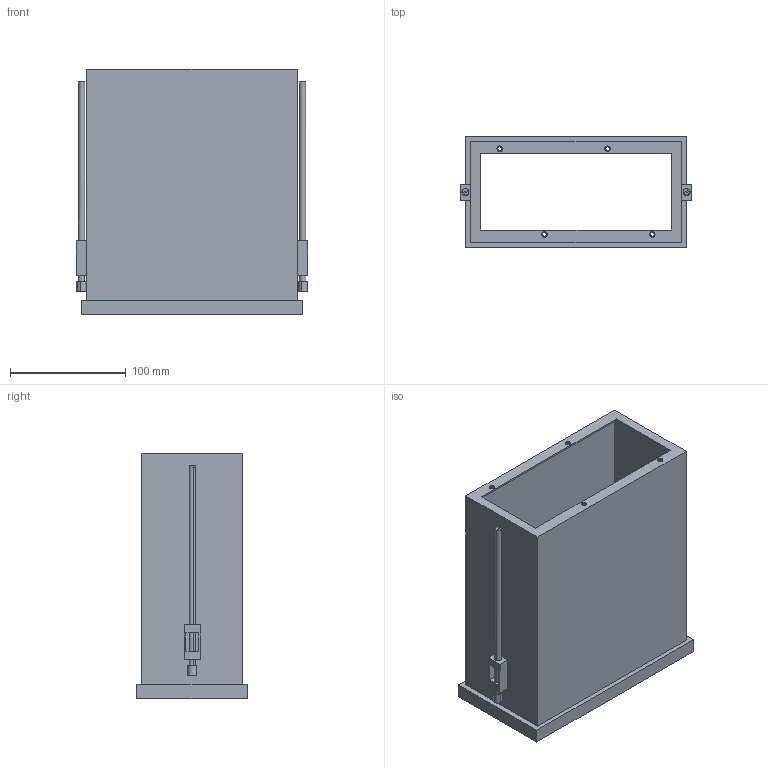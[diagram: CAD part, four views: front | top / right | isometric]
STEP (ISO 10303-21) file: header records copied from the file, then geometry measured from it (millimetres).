
FILE_DESCRIPTION (( 'STEP AP214' ), '1' );
FILE_NAME ('IC-192-02.STEP', '2022-01-24T10:18:42', ( '' ), ( '' ), 'SwSTEP 2.0', 'SolidWorks 2017', '' );
FILE_SCHEMA (( 'AUTOMOTIVE_DESIGN' ));
Length unit declared in the file: millimetre
Products named in the file (13): Case IC-192; Clamp-192; Clamp-Metal-192; Clamp-Plastic-2; Clamp-Plastic-1; IC-192-02
Assembly tree (6 placements, depth 3):
  Clamp-Metal-192
  Clamp-Plastic-1
  Clamp-Plastic-2
  Clamp-Metal-192
  IC-192-02
    Case IC-192
    Clamp-192  x2
      Clamp-Plastic-1
      Clamp-Metal-192
      Clamp-Plastic-2
Bounding box: 200.6 x 96 x 212.5 mm (x, y, z)
Volume: 227670.7 mm3; surface area: 253093 mm2
Topology: 7 solids, 7 shells, 139 faces, 352 edges, 232 vertices
Faces by surface type: plane 103, cylinder 28, cone 8
Entity records: 3299 total; most frequent: CARTESIAN_POINT 523, DIRECTION 516, ORIENTED_EDGE 500, EDGE_CURVE 250, VECTOR 202, LINE 202, VERTEX_POINT 164, AXIS2_PLACEMENT_3D 157
